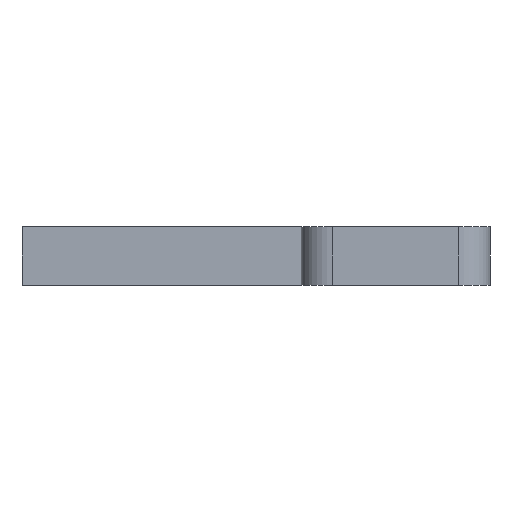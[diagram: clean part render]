
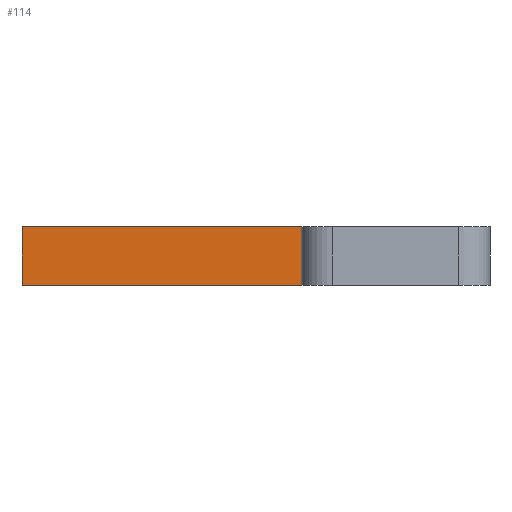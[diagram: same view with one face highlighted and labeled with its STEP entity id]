
A CAD part, front view. The second image highlights one B-rep face of the part: STEP entity #114.
In plain terms, the highlighted planar face has unit normal (0, -1, 0).
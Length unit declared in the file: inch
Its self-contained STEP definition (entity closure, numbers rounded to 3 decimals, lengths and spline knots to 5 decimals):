
#2 = ORIENTED_EDGE ( 'NONE', *, *, #293, .F. ) ;
#27 = CARTESIAN_POINT ( 'NONE',  ( -2.375, -1.2, 0. ) ) ;
#60 = CARTESIAN_POINT ( 'NONE',  ( -0.6, -1.2, 0. ) ) ;
#68 = AXIS2_PLACEMENT_3D ( 'NONE', #699, #337, #554 ) ;
#69 = CARTESIAN_POINT ( 'NONE',  ( -0.6, -1.2, 0.375 ) ) ;
#80 = CARTESIAN_POINT ( 'NONE',  ( -2.375, -1.2, 0.375 ) ) ;
#97 = VECTOR ( 'NONE', #498, 39.37008 ) ;
#100 = VECTOR ( 'NONE', #806, 39.37008 ) ;
#114 = ADVANCED_FACE ( 'NONE', ( #614 ), #409, .F. ) ;
#115 = CARTESIAN_POINT ( 'NONE',  ( -0.6, -1.2, 0.375 ) ) ;
#116 = VECTOR ( 'NONE', #400, 39.37008 ) ;
#180 = CARTESIAN_POINT ( 'NONE',  ( 0., -1.2, 0. ) ) ;
#209 = EDGE_CURVE ( 'NONE', #441, #242, #862, .T. ) ;
#242 = VERTEX_POINT ( 'NONE', #60 ) ;
#293 = EDGE_CURVE ( 'NONE', #723, #441, #362, .T. ) ;
#337 = DIRECTION ( 'NONE',  ( 0., 1., 0. ) ) ;
#362 = LINE ( 'NONE', #718, #97 ) ;
#400 = DIRECTION ( 'NONE',  ( 1., 0., 0. ) ) ;
#407 = EDGE_CURVE ( 'NONE', #426, #242, #458, .T. ) ;
#409 = PLANE ( 'NONE',  #68 ) ;
#426 = VERTEX_POINT ( 'NONE', #27 ) ;
#437 = LINE ( 'NONE', #80, #100 ) ;
#441 = VERTEX_POINT ( 'NONE', #115 ) ;
#458 = LINE ( 'NONE', #180, #116 ) ;
#498 = DIRECTION ( 'NONE',  ( 1., 0., 0. ) ) ;
#554 = DIRECTION ( 'NONE',  ( -1., 0., 0. ) ) ;
#584 = ORIENTED_EDGE ( 'NONE', *, *, #896, .T. ) ;
#614 = FACE_OUTER_BOUND ( 'NONE', #646, .T. ) ;
#646 = EDGE_LOOP ( 'NONE', ( #715, #886, #2, #584 ) ) ;
#654 = DIRECTION ( 'NONE',  ( 0., 0., -1. ) ) ;
#694 = VECTOR ( 'NONE', #654, 39.37008 ) ;
#699 = CARTESIAN_POINT ( 'NONE',  ( 0., -1.2, 0.375 ) ) ;
#715 = ORIENTED_EDGE ( 'NONE', *, *, #407, .T. ) ;
#718 = CARTESIAN_POINT ( 'NONE',  ( 0., -1.2, 0.375 ) ) ;
#723 = VERTEX_POINT ( 'NONE', #860 ) ;
#806 = DIRECTION ( 'NONE',  ( 0., 0., -1. ) ) ;
#860 = CARTESIAN_POINT ( 'NONE',  ( -2.375, -1.2, 0.375 ) ) ;
#862 = LINE ( 'NONE', #69, #694 ) ;
#886 = ORIENTED_EDGE ( 'NONE', *, *, #209, .F. ) ;
#896 = EDGE_CURVE ( 'NONE', #723, #426, #437, .T. ) ;
